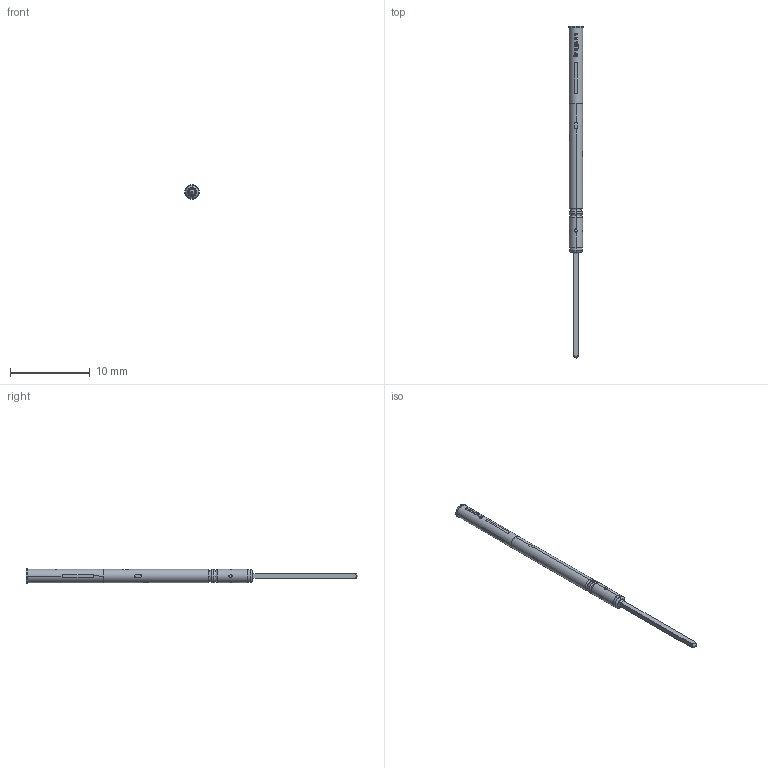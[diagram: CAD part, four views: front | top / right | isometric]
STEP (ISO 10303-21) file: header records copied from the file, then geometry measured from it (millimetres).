
FILE_DESCRIPTION (( 'STEP AP203' ), '1' );
FILE_NAME ('INGUN_KS-100_47_05-13.STEP', '2025-02-17T12:40:35', ( '' ), ( '' ), 'SwSTEP 2.0', 'SolidWorks 2023', '' );
FILE_SCHEMA (( 'CONFIG_CONTROL_DESIGN' ));
Length unit declared in the file: millimetre
Products named in the file (1): INGUN_KS-100_47_05-13
Bounding box: 1.8 x 41.5 x 1.8 mm (x, y, z)
Volume: 65.2 mm3; surface area: 183.8 mm2
Topology: 1 solids, 1 shells, 149 faces, 366 edges, 234 vertices
Faces by surface type: plane 65, cylinder 42, bspline 30, torus 10, cone 2
Entity records: 5305 total; most frequent: CARTESIAN_POINT 2026, ORIENTED_EDGE 732, DIRECTION 552, EDGE_CURVE 366, VERTEX_POINT 234, AXIS2_PLACEMENT_3D 210, EDGE_LOOP 164, ADVANCED_FACE 149
